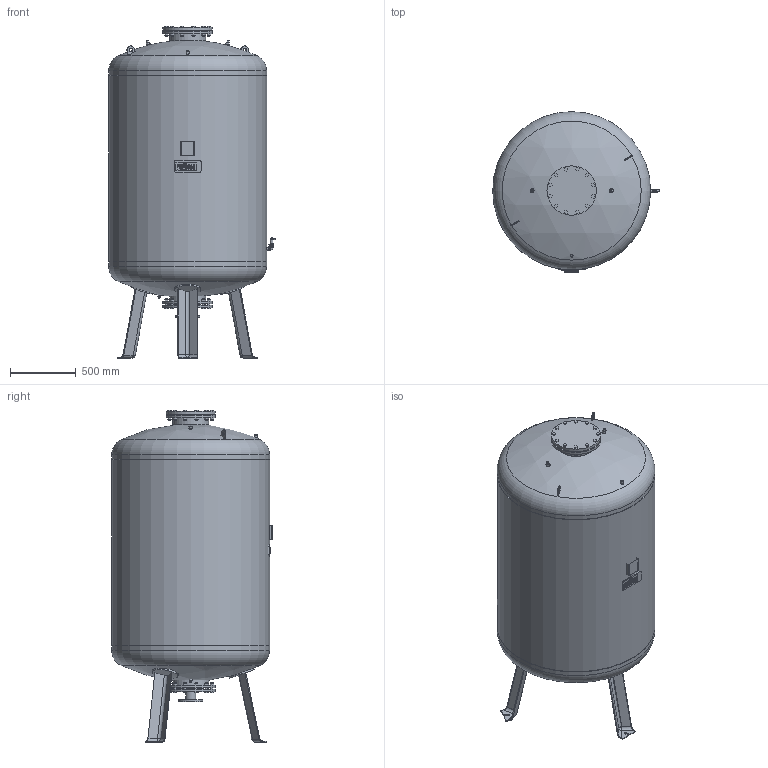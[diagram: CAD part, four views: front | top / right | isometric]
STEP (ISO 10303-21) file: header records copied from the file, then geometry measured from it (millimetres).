
FILE_DESCRIPTION(/* description */ (''),/* implementation_level */ '2;1');
FILE_NAME(/* name */ '3d_ReflexomatRF2000_10bar-8653305.stp',/* time_stamp */ '2017-01-18T08:18:43+01:00',/* author */ ('Andrzej'),/* organization */ (''),/* preprocessor_version */ 'ST-DEVELOPER v15.5',/* originating_system */ 'AutoCAD Mechanical',/* authorisation */ '');
FILE_SCHEMA (('AUTOMOTIVE_DESIGN { 1 0 10303 214 3 1 1 }'));
Length unit declared in the file: millimetre
Products named in the file (1): Product
Bounding box: 1266 x 1220 x 2524 mm (x, y, z)
Volume: 2045249813.2 mm3; surface area: 15134854.4 mm2
Topology: 29 solids, 29 shells, 905 faces, 2192 edges, 1433 vertices
Faces by surface type: plane 623, cylinder 208, cone 40, sphere 21, torus 9, bspline 4
Full cylindrical faces by diameter (mm): 3 x1, 3.5 x1, 14.95 x2, 15.6 x2, 16 x48, 18 x8, 18.5 x1, 19 x1, 20 x3, 21.3 x4, 24 x1, 26 x1, 28 x2, 30 x4, 70.3 x1, 76.1 x1, 185 x1, 260.4 x2, 272.4 x1, 273 x1, 375 x4, 1200 x3
Entity records: 26256 total; most frequent: CARTESIAN_POINT 5209, DIRECTION 4307, ORIENTED_EDGE 4032, EDGE_CURVE 2016, LINE 1469, VECTOR 1469, AXIS2_PLACEMENT_3D 1419, VERTEX_POINT 1405
